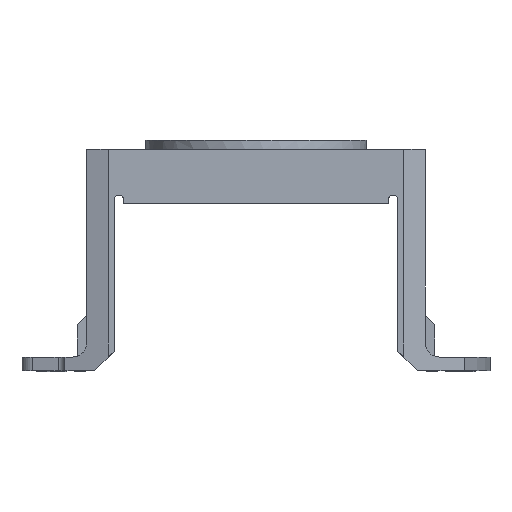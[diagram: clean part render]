
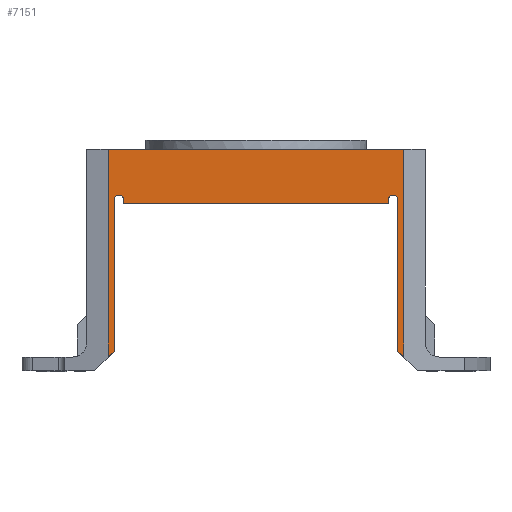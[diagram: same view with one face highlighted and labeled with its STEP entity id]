
A CAD part, front view. The second image highlights one B-rep face of the part: STEP entity #7151.
In plain terms, the highlighted planar face has unit normal (0, -1, 0).
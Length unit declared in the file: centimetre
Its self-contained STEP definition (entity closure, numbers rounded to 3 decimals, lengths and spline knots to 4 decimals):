
#114=CIRCLE('',#7559,0.0501);
#117=CIRCLE('',#7564,0.0501);
#509=FACE_OUTER_BOUND('',#897,.T.);
#897=EDGE_LOOP('',(#5150,#5151,#5152,#5153,#5154,#5155,#5156,#5157,#5158,
#5159,#5160,#5161));
#1476=LINE('',#10749,#2289);
#1483=LINE('',#10767,#2296);
#1484=LINE('',#10769,#2297);
#1490=LINE('',#10789,#2303);
#1491=LINE('',#10791,#2304);
#1492=LINE('',#10793,#2305);
#1493=LINE('',#10795,#2306);
#1494=LINE('',#10797,#2307);
#1495=LINE('',#10799,#2308);
#1496=LINE('',#10800,#2309);
#2289=VECTOR('',#8584,0.0475);
#2296=VECTOR('',#8599,0.0475);
#2297=VECTOR('',#8602,2.88);
#2303=VECTOR('',#8618,1.6425);
#2304=VECTOR('',#8619,0.0919);
#2305=VECTOR('',#8620,2.255);
#2306=VECTOR('',#8621,3.21);
#2307=VECTOR('',#8622,2.255);
#2308=VECTOR('',#8623,0.0919);
#2309=VECTOR('',#8624,1.6425);
#3043=VERTEX_POINT('',#10739);
#3044=VERTEX_POINT('',#10740);
#3047=VERTEX_POINT('',#10748);
#3051=VERTEX_POINT('',#10757);
#3052=VERTEX_POINT('',#10759);
#3054=VERTEX_POINT('',#10765);
#3063=VERTEX_POINT('',#10788);
#3064=VERTEX_POINT('',#10790);
#3065=VERTEX_POINT('',#10792);
#3066=VERTEX_POINT('',#10794);
#3067=VERTEX_POINT('',#10796);
#3068=VERTEX_POINT('',#10798);
#3833=EDGE_CURVE('',#3043,#3044,#114,.T.);
#3837=EDGE_CURVE('',#3047,#3043,#1476,.T.);
#3842=EDGE_CURVE('',#3052,#3051,#117,.T.);
#3846=EDGE_CURVE('',#3051,#3054,#1483,.T.);
#3847=EDGE_CURVE('',#3047,#3054,#1484,.T.);
#3857=EDGE_CURVE('',#3044,#3063,#1490,.T.);
#3858=EDGE_CURVE('',#3064,#3063,#1491,.T.);
#3859=EDGE_CURVE('',#3064,#3065,#1492,.T.);
#3860=EDGE_CURVE('',#3066,#3065,#1493,.T.);
#3861=EDGE_CURVE('',#3066,#3067,#1494,.T.);
#3862=EDGE_CURVE('',#3068,#3067,#1495,.T.);
#3863=EDGE_CURVE('',#3052,#3068,#1496,.T.);
#5150=ORIENTED_EDGE('',*,*,#3837,.T.);
#5151=ORIENTED_EDGE('',*,*,#3833,.T.);
#5152=ORIENTED_EDGE('',*,*,#3857,.T.);
#5153=ORIENTED_EDGE('',*,*,#3858,.F.);
#5154=ORIENTED_EDGE('',*,*,#3859,.T.);
#5155=ORIENTED_EDGE('',*,*,#3860,.F.);
#5156=ORIENTED_EDGE('',*,*,#3861,.T.);
#5157=ORIENTED_EDGE('',*,*,#3862,.F.);
#5158=ORIENTED_EDGE('',*,*,#3863,.F.);
#5159=ORIENTED_EDGE('',*,*,#3842,.T.);
#5160=ORIENTED_EDGE('',*,*,#3846,.T.);
#5161=ORIENTED_EDGE('',*,*,#3847,.F.);
#6862=PLANE('',#7571);
#7151=ADVANCED_FACE('',(#509),#6862,.T.);
#7559=AXIS2_PLACEMENT_3D('',#10741,#8576,#8577);
#7564=AXIS2_PLACEMENT_3D('',#10760,#8592,#8593);
#7571=AXIS2_PLACEMENT_3D('',#10787,#8616,#8617);
#8576=DIRECTION('center_axis',(0.,1.,0.));
#8577=DIRECTION('ref_axis',(0.999,0.,-0.051));
#8584=DIRECTION('',(0.,0.,1.));
#8592=DIRECTION('center_axis',(0.,1.,0.));
#8593=DIRECTION('ref_axis',(0.999,0.,0.049));
#8599=DIRECTION('',(0.,0.,-1.));
#8602=DIRECTION('',(-1.,0.,0.));
#8616=DIRECTION('center_axis',(0.,-1.,0.));
#8617=DIRECTION('ref_axis',(1.,0.,0.));
#8618=DIRECTION('',(0.,0.,-1.));
#8619=DIRECTION('',(-0.707,0.,0.707));
#8620=DIRECTION('',(0.,0.,1.));
#8621=DIRECTION('',(1.,0.,0.));
#8622=DIRECTION('',(0.,0.,-1.));
#8623=DIRECTION('',(-0.707,0.,-0.707));
#8624=DIRECTION('',(0.,0.,-1.));
#10739=CARTESIAN_POINT('',(1.44,-1.35,-0.6425));
#10740=CARTESIAN_POINT('',(1.54,-1.35,-0.6475));
#10741=CARTESIAN_POINT('Origin',(1.49,-1.35,-0.6451));
#10748=CARTESIAN_POINT('',(1.44,-1.35,-0.69));
#10749=CARTESIAN_POINT('',(1.44,-1.35,-0.9465));
#10757=CARTESIAN_POINT('',(-1.44,-1.35,-0.6425));
#10759=CARTESIAN_POINT('',(-1.54,-1.35,-0.6475));
#10760=CARTESIAN_POINT('Origin',(-1.49,-1.35,-0.6451));
#10765=CARTESIAN_POINT('',(-1.44,-1.35,-0.69));
#10767=CARTESIAN_POINT('',(-1.44,-1.35,-0.9227));
#10769=CARTESIAN_POINT('',(-1.54,-1.35,-0.69));
#10787=CARTESIAN_POINT('Origin',(0.,-1.35,-1.203));
#10788=CARTESIAN_POINT('',(1.54,-1.35,-2.29));
#10789=CARTESIAN_POINT('',(1.54,-1.35,-0.9252));
#10790=CARTESIAN_POINT('',(1.605,-1.35,-2.355));
#10791=CARTESIAN_POINT('',(1.54,-1.35,-2.29));
#10792=CARTESIAN_POINT('',(1.605,-1.35,-0.1));
#10793=CARTESIAN_POINT('',(1.605,-1.35,-0.6515));
#10794=CARTESIAN_POINT('',(-1.605,-1.35,-0.1));
#10795=CARTESIAN_POINT('',(1.84,-1.35,-0.1));
#10796=CARTESIAN_POINT('',(-1.605,-1.35,-2.355));
#10797=CARTESIAN_POINT('',(-1.605,-1.35,-0.6515));
#10798=CARTESIAN_POINT('',(-1.54,-1.35,-2.29));
#10799=CARTESIAN_POINT('',(-1.755,-1.35,-2.505));
#10800=CARTESIAN_POINT('',(-1.54,-1.35,-2.29));
